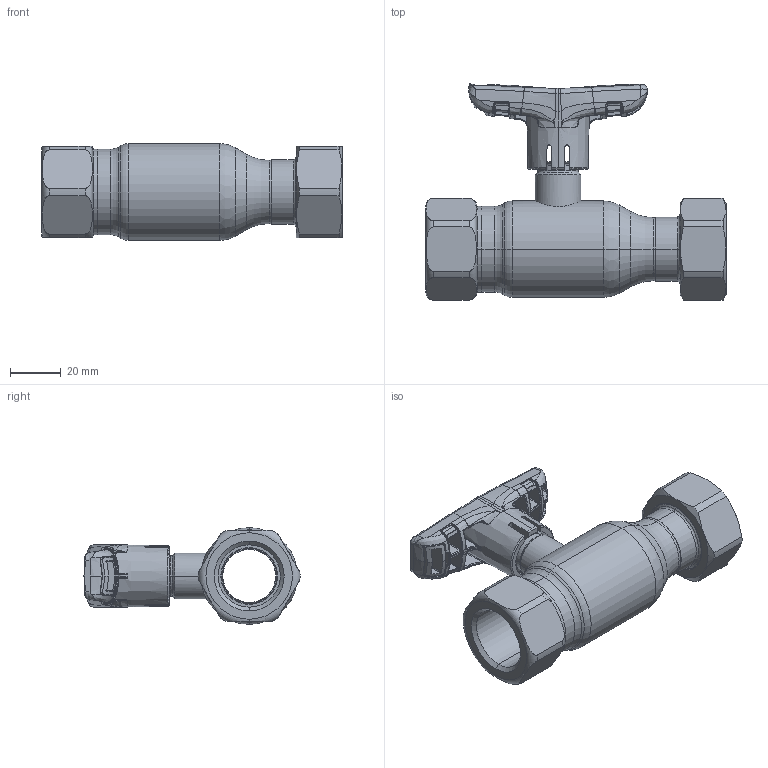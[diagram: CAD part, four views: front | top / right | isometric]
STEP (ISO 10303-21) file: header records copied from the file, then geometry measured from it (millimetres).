
FILE_DESCRIPTION (( 'STEP AP214' ), '1' );
FILE_NAME ('2020002200-0400.step', '2024-01-11T11:25:33', ( '' ), ( '' ), 'SwSTEP 2.0', 'SolidWorks 2021', '' );
FILE_SCHEMA (( 'AUTOMOTIVE_DESIGN' ));
Length unit declared in the file: millimetre
Products named in the file (1): 2020002200-0400
Bounding box: 118.1 x 84.98 x 38 mm (x, y, z)
Surface area: 29929.9 mm2 (no closed solid volume)
Topology: 0 solids, 9 shells, 740 faces, 2098 edges, 1292 vertices
Faces by surface type: bspline 559, plane 61, cylinder 56, cone 29, torus 25, sphere 10
Entity records: 55396 total; most frequent: CARTESIAN_POINT 32981, ORIENTED_EDGE 3727, EDGE_CURVE 2088, DIRECTION 1562, B_SPLINE_CURVE_WITH_KNOTS 1392, VERTEX_POINT 1288, EDGE_LOOP 752, UNCERTAINTY_MEASURE_WITH_UNIT 742
